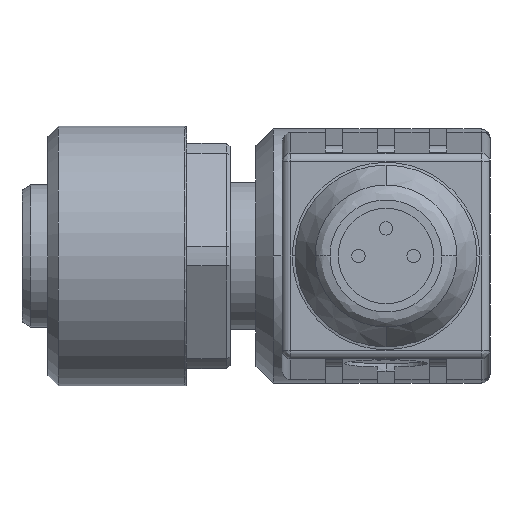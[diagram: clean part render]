
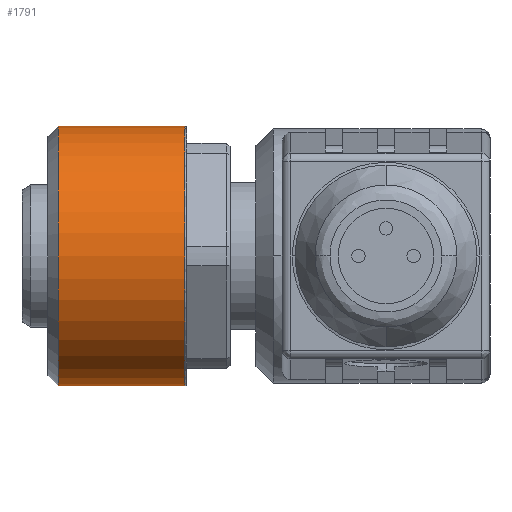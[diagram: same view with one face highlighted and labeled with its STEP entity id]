
A CAD part, left-side view. The second image highlights one B-rep face of the part: STEP entity #1791.
In plain terms, the highlighted cylindrical face has radius 7.5 mm (diameter 15 mm), a partial arc.
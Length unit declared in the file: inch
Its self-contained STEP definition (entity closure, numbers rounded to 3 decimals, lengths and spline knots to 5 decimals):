
#90 = AXIS2_PLACEMENT_3D ( 'NONE', #861, #198, #2398 ) ;
#198 = DIRECTION ( 'NONE',  ( 0., -1., 0. ) ) ;
#245 = DIRECTION ( 'NONE',  ( 0., 0., 1. ) ) ;
#589 = CARTESIAN_POINT ( 'NONE',  ( 12.94266, 1.31024, 0.39112 ) ) ;
#761 = CARTESIAN_POINT ( 'NONE',  ( 12.94266, 1.11536, -0.19944 ) ) ;
#847 = ORIENTED_EDGE ( 'NONE', *, *, #4000, .T. ) ;
#861 = CARTESIAN_POINT ( 'NONE',  ( 12.94266, 1.02284, 0.09584 ) ) ;
#1271 = LINE ( 'NONE', #4536, #2479 ) ;
#1647 = ORIENTED_EDGE ( 'NONE', *, *, #1903, .T. ) ;
#1791 = ADVANCED_FACE ( 'NONE', ( #3386 ), #3011, .T. ) ;
#1903 = EDGE_CURVE ( 'NONE', #4337, #3086, #3105, .T. ) ;
#1983 = AXIS2_PLACEMENT_3D ( 'NONE', #2437, #2512, #245 ) ;
#2020 = ORIENTED_EDGE ( 'NONE', *, *, #2688, .F. ) ;
#2174 = LINE ( 'NONE', #761, #2314 ) ;
#2250 = DIRECTION ( 'NONE',  ( 0., 1., 0. ) ) ;
#2314 = VECTOR ( 'NONE', #2250, 39.37008 ) ;
#2398 = DIRECTION ( 'NONE',  ( 0., 0., 1. ) ) ;
#2437 = CARTESIAN_POINT ( 'NONE',  ( 12.94266, 1.31024, 0.09584 ) ) ;
#2452 = CARTESIAN_POINT ( 'NONE',  ( 12.94266, 1.31024, -0.19944 ) ) ;
#2479 = VECTOR ( 'NONE', #2647, 39.37008 ) ;
#2512 = DIRECTION ( 'NONE',  ( 0., -1., 0. ) ) ;
#2647 = DIRECTION ( 'NONE',  ( 0., 1., 0. ) ) ;
#2688 = EDGE_CURVE ( 'NONE', #3321, #3086, #2174, .T. ) ;
#2694 = CARTESIAN_POINT ( 'NONE',  ( 12.94266, 1.02284, 0.39112 ) ) ;
#2896 = ORIENTED_EDGE ( 'NONE', *, *, #3760, .F. ) ;
#3011 = CYLINDRICAL_SURFACE ( 'NONE', #4341, 0.29528 ) ;
#3081 = CARTESIAN_POINT ( 'NONE',  ( 12.94266, 1.11536, 0.09584 ) ) ;
#3086 = VERTEX_POINT ( 'NONE', #2452 ) ;
#3105 = CIRCLE ( 'NONE', #1983, 0.29528 ) ;
#3321 = VERTEX_POINT ( 'NONE', #3854 ) ;
#3386 = FACE_OUTER_BOUND ( 'NONE', #3639, .T. ) ;
#3639 = EDGE_LOOP ( 'NONE', ( #2020, #2896, #847, #1647 ) ) ;
#3641 = VERTEX_POINT ( 'NONE', #2694 ) ;
#3734 = CIRCLE ( 'NONE', #90, 0.29528 ) ;
#3760 = EDGE_CURVE ( 'NONE', #3641, #3321, #3734, .T. ) ;
#3854 = CARTESIAN_POINT ( 'NONE',  ( 12.94266, 1.02284, -0.19944 ) ) ;
#4000 = EDGE_CURVE ( 'NONE', #3641, #4337, #1271, .T. ) ;
#4337 = VERTEX_POINT ( 'NONE', #589 ) ;
#4341 = AXIS2_PLACEMENT_3D ( 'NONE', #3081, #4581, #4512 ) ;
#4512 = DIRECTION ( 'NONE',  ( 0., 0., 1. ) ) ;
#4536 = CARTESIAN_POINT ( 'NONE',  ( 12.94266, 1.11536, 0.39112 ) ) ;
#4581 = DIRECTION ( 'NONE',  ( 0., 1., 0. ) ) ;
